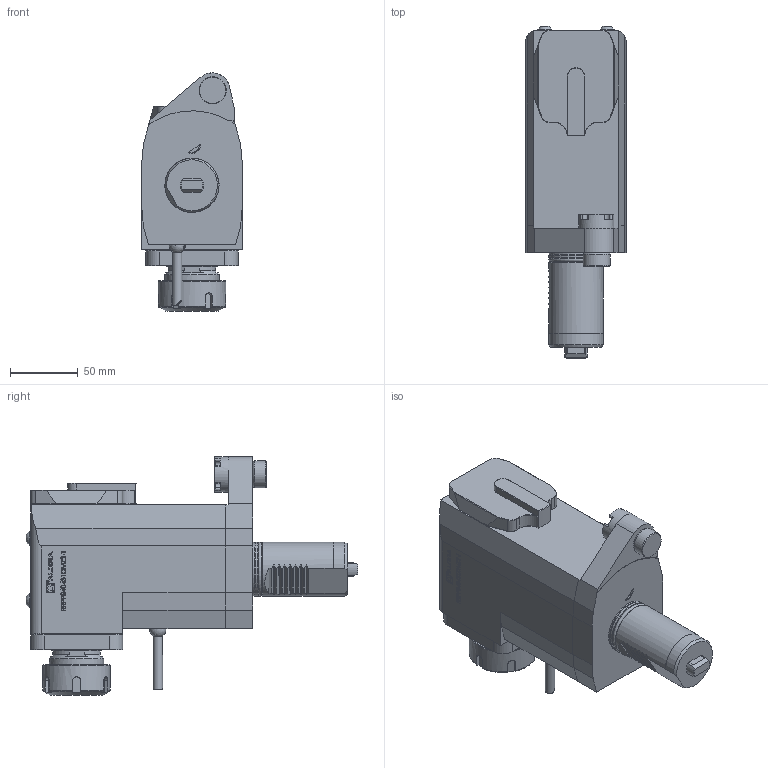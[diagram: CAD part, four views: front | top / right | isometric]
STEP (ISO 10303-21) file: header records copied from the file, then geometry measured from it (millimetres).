
FILE_DESCRIPTION (( 'STEP AP214' ), '1' );
FILE_NAME ('RRPPS40431DMZ2-1.STEP', '2024-05-17T07:51:54', ( '' ), ( '' ), 'SwSTEP 2.0', 'SolidWorks 2023', '' );
FILE_SCHEMA (( 'AUTOMOTIVE_DESIGN' ));
Length unit declared in the file: millimetre
Products named in the file (1): RRPPS40431DMZ2-1
Bounding box: 74 x 245.1 x 175.91 mm (x, y, z)
Volume: 1373001.2 mm3; surface area: 105439 mm2
Topology: 3 solids, 4 shells, 664 faces, 1733 edges, 1141 vertices
Faces by surface type: plane 406, cylinder 109, bspline 82, cone 43, torus 18, sphere 6
Full cylindrical faces by diameter (mm): 1.7 x1, 2.1 x1, 4 x2, 6.366 x1, 7 x2, 10.5 x4, 15 x1, 20 x1, 26 x1, 30.373 x1, 36 x3, 39.6 x1, 40 x4, 44 x1, 44.2 x1, 48 x1, 48.2 x1, 50 x1, 52 x1, 52.2 x1, 56 x1, 56.2 x1
Entity records: 28640 total; most frequent: CARTESIAN_POINT 9858, ORIENTED_EDGE 3292, DIRECTION 2769, EDGE_CURVE 1646, VERTEX_POINT 1108, LINE 1043, VECTOR 1043, AXIS2_PLACEMENT_3D 863
